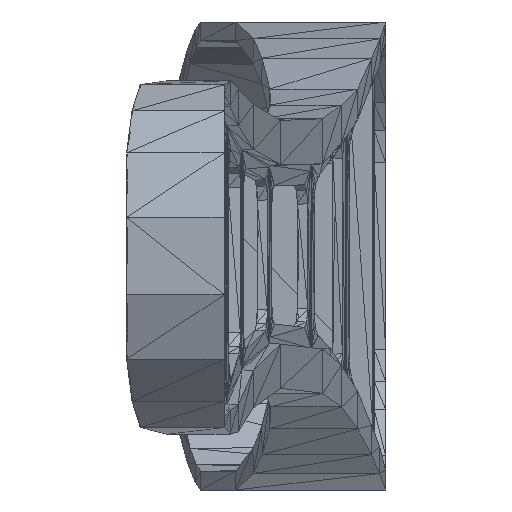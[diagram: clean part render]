
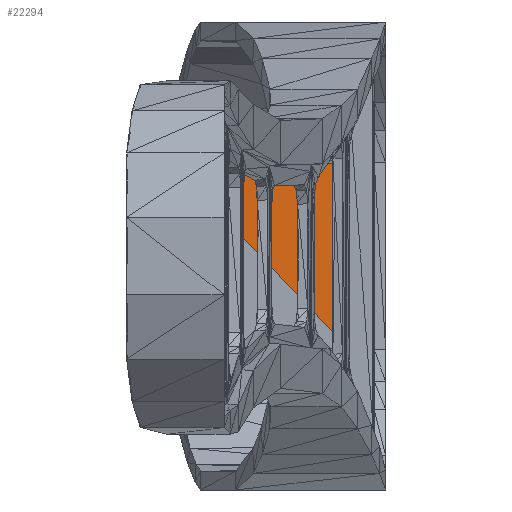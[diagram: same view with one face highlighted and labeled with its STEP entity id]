
A CAD part, front view. The second image highlights one B-rep face of the part: STEP entity #22294.
In plain terms, the highlighted planar face has unit normal (-0.01, -1, 0).
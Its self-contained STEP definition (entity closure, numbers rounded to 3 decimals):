
#13197 = VERTEX_POINT('',#13198);
#13198 = CARTESIAN_POINT('',(0.003,0.026,
    0.001));
#13252 = EDGE_CURVE('',#13197,#13253,#13255,.T.);
#13253 = VERTEX_POINT('',#13254);
#13254 = CARTESIAN_POINT('',(0.003,0.026,
    -0.001));
#13255 = LINE('',#13256,#13257);
#13256 = CARTESIAN_POINT('',(0.003,0.026,
    0.001));
#13257 = VECTOR('',#13258,1.);
#13258 = DIRECTION('',(0.,0.,-1.));
#18290 = VERTEX_POINT('',#18291);
#18291 = CARTESIAN_POINT('',(0.,0.026,
    0.001));
#22223 = EDGE_CURVE('',#18290,#13197,#22224,.T.);
#22224 = LINE('',#22225,#22226);
#22225 = CARTESIAN_POINT('',(0.,0.026,
    0.001));
#22226 = VECTOR('',#22227,1.);
#22227 = DIRECTION('',(1.,-0.01,
    -0.001));
#22294 = ADVANCED_FACE('',(#22295),#22305,.T.);
#22295 = FACE_BOUND('',#22296,.T.);
#22296 = EDGE_LOOP('',(#22297,#22303,#22304));
#22297 = ORIENTED_EDGE('',*,*,#22298,.T.);
#22298 = EDGE_CURVE('',#18290,#13253,#22299,.T.);
#22299 = LINE('',#22300,#22301);
#22300 = CARTESIAN_POINT('',(0.,0.026,
    0.001));
#22301 = VECTOR('',#22302,1.);
#22302 = DIRECTION('',(0.689,-0.007,
    -0.725));
#22303 = ORIENTED_EDGE('',*,*,#13252,.F.);
#22304 = ORIENTED_EDGE('',*,*,#22223,.F.);
#22305 = PLANE('',#22306);
#22306 = AXIS2_PLACEMENT_3D('',#22307,#22308,#22309);
#22307 = CARTESIAN_POINT('',(0.002,0.026,
    0.));
#22308 = DIRECTION('',(-0.01,-1.,
    0.));
#22309 = DIRECTION('',(-1.,0.01,0.));
